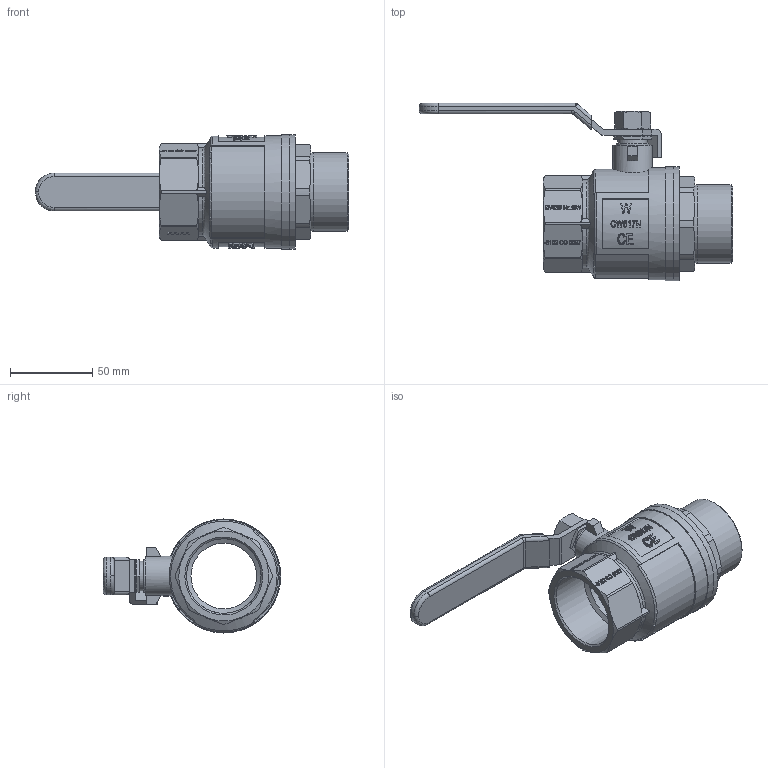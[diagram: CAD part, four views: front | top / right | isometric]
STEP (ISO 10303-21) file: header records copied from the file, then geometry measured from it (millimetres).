
FILE_DESCRIPTION(/* description */ ('Unknown'),/* implementation_level */ '2;1');
FILE_NAME(/* name */ '7501-08',/* time_stamp */ '2023-06-12T12:09:50+02:00',/* author */ ('Unknown'),/* organization */ ('Unknown'),/* preprocessor_version */ 'ST-DEVELOPER v18.102',/* originating_system */ 'Solid Edge',/* authorisation */ 'Unknown');
FILE_SCHEMA (('AUTOMOTIVE_DESIGN {1 0 10303 214 3 1 1}'));
Products named in the file (14): 7501-08-NEU-VOLL-STEP; Spindel-co; 600-1_1_2-Spindeldichtung; 600-1_1_2-Spindel.1; 600-1_1_4-Mutter-st.g.; 600-1_1_2-stopfbuchse; O-Ring; Kugel; Kugeldichtung; Kvrper; Einschraubteil1; Stahlgriff; Stahl-Griff-u; Stahl-Griff
Assembly tree (14 placements, depth 3):
  7501-08-NEU-VOLL-STEP
    Spindel-co
      600-1_1_2-Spindeldichtung
      600-1_1_2-Spindel.1
      600-1_1_4-Mutter-st.g.
      600-1_1_2-stopfbuchse
      O-Ring
    Kugel
    Kugeldichtung  x2
    Kvrper
    Einschraubteil1
    Stahlgriff
      Stahl-Griff-u
      Stahl-Griff
Bounding box: 191 x 108.25 x 69.5 mm (x, y, z)
Volume: 165771.2 mm3; surface area: 108812.1 mm2
Topology: 12 solids, 12 shells, 1826 faces, 5064 edges, 3358 vertices
Faces by surface type: plane 1629, cylinder 116, cone 55, torus 12, bspline 10, sphere 4
Full cylindrical faces by diameter (mm): 10.2 x1, 10.8 x1, 12 x1, 14 x3, 14.1 x2, 15 x1, 16 x1, 18 x1, 18.3 x1, 18.38 x1, 18.398 x1, 20 x1, 24 x1, 30 x1, 40 x5, 43 x1, 45.494 x1, 47.803 x1, 47.804 x1, 52 x4, 61 x1, 63 x1, 63.5 x2, 68.5 x1, 69.5 x2
Entity records: 64473 total; most frequent: CARTESIAN_POINT 16584, ORIENTED_EDGE 9946, DIRECTION 9732, EDGE_CURVE 4973, LINE 3572, VECTOR 3572, VERTEX_POINT 3341, AXIS2_PLACEMENT_3D 3080
